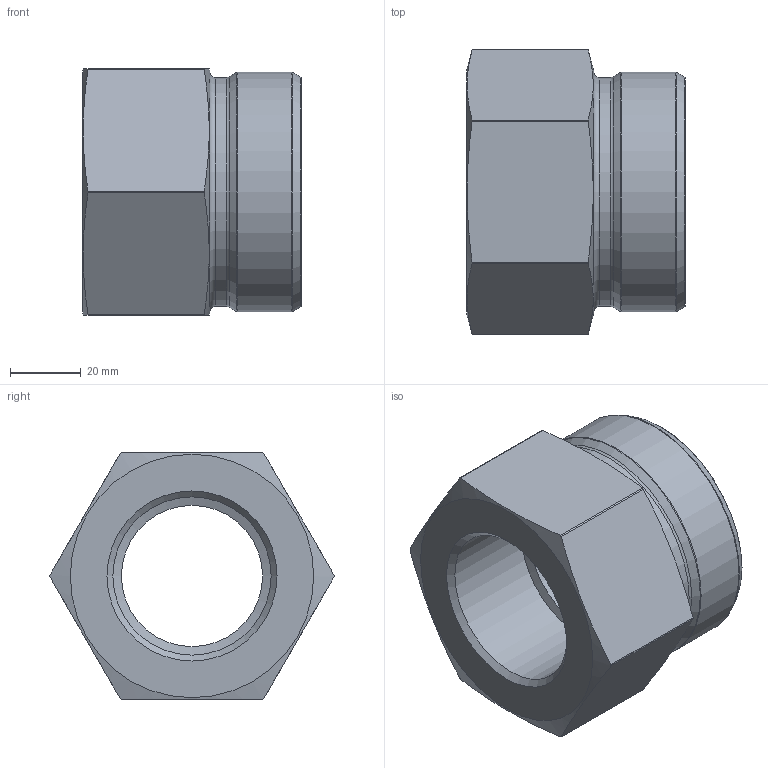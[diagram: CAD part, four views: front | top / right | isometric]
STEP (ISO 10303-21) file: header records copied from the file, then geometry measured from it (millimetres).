
FILE_DESCRIPTION(/* description */ (''),/* implementation_level */ '2;1');
FILE_NAME(/* name */ 'X-GEI501.stp',/* time_stamp */ '2025-01-13T09:36:11+01:00',/* author */ (''),/* organization */ (''),/* preprocessor_version */ 'ST-DEVELOPER v16',/* originating_system */ 'SIEMENS PLM Software NX 10.0',/* authorisation */ '');
FILE_SCHEMA (('CONFIG_CONTROL_DESIGN'));
Length unit declared in the file: millimetre
Products named in the file (1): X-GEI501
Bounding box: 62 x 80.57 x 70 mm (x, y, z)
Volume: 141868.8 mm3; surface area: 28180.8 mm2
Topology: 1 solids, 1 shells, 35 faces, 81 edges, 50 vertices
Faces by surface type: cylinder 11, plane 10, cone 8, torus 6
Full cylindrical faces by diameter (mm): 40 x1, 44.845 x1, 50.26 x1, 64.9 x1, 68 x1
Entity records: 978 total; most frequent: CARTESIAN_POINT 192, DIRECTION 152, ORIENTED_EDGE 116, AXIS2_PLACEMENT_3D 70, EDGE_LOOP 58, EDGE_CURVE 58, FACE_BOUND 46, VERTEX_POINT 46
